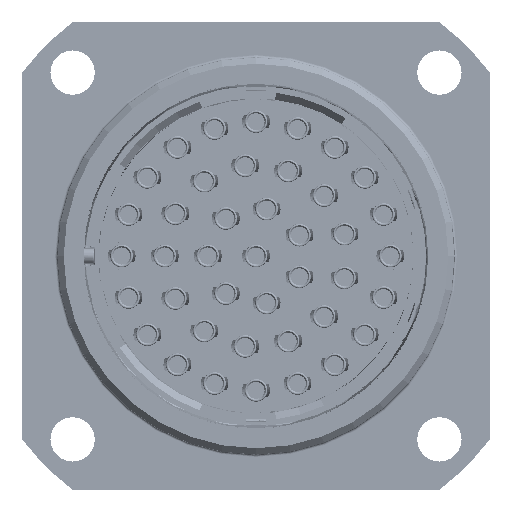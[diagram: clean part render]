
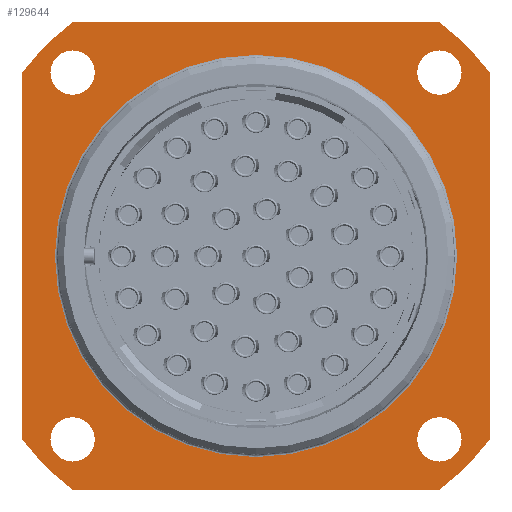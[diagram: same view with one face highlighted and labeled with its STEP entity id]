
A CAD part, left-side view. The second image highlights one B-rep face of the part: STEP entity #129644.
In plain terms, the highlighted planar face has unit normal (-1, 0, 0).
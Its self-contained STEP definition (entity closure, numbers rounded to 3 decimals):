
#36225=CARTESIAN_POINT('',(8.4,0.,0.));
#36226=DIRECTION('',(1.,0.,0.));
#36227=DIRECTION('',(0.,-1.,0.));
#36228=AXIS2_PLACEMENT_3D('',#36225,#36226,#36227);
#36240=CARTESIAN_POINT('',(8.4,0.,0.));
#36241=DIRECTION('',(1.,0.,0.));
#36242=DIRECTION('',(0.,1.,0.));
#36243=AXIS2_PLACEMENT_3D('',#36240,#36241,#36242);
#36245=DIRECTION('',(0.,0.,1.));
#36246=VECTOR('',#36245,28.983);
#36247=CARTESIAN_POINT('',(8.4,-18.5,-14.491));
#36248=LINE('5614',#36247,#36246);
#36249=CARTESIAN_POINT('',(8.4,0.,0.));
#36250=DIRECTION('',(-1.,0.,0.));
#36251=DIRECTION('',(0.,-0.617,-0.787));
#36252=AXIS2_PLACEMENT_3D('',#36249,#36250,#36251);
#36254=DIRECTION('',(0.,-1.,0.));
#36255=VECTOR('',#36254,28.983);
#36256=CARTESIAN_POINT('',(8.4,14.491,-18.5));
#36257=LINE('5616',#36256,#36255);
#36258=CARTESIAN_POINT('',(8.4,0.,0.));
#36259=DIRECTION('',(-1.,0.,0.));
#36260=DIRECTION('',(0.,0.787,-0.617));
#36261=AXIS2_PLACEMENT_3D('',#36258,#36259,#36260);
#36263=DIRECTION('',(0.,0.,-1.));
#36264=VECTOR('',#36263,28.983);
#36265=CARTESIAN_POINT('',(8.4,18.5,14.491));
#36266=LINE('5618',#36265,#36264);
#36267=CARTESIAN_POINT('',(8.4,0.,0.));
#36268=DIRECTION('',(-1.,0.,0.));
#36269=DIRECTION('',(0.,0.617,0.787));
#36270=AXIS2_PLACEMENT_3D('',#36267,#36268,#36269);
#36272=DIRECTION('',(0.,1.,0.));
#36273=VECTOR('',#36272,28.983);
#36274=CARTESIAN_POINT('',(8.4,-14.491,18.5));
#36275=LINE('5620',#36274,#36273);
#36276=CARTESIAN_POINT('',(8.4,0.,0.));
#36277=DIRECTION('',(-1.,0.,0.));
#36278=DIRECTION('',(0.,-0.787,0.617));
#36279=AXIS2_PLACEMENT_3D('',#36276,#36277,#36278);
#36281=CARTESIAN_POINT('',(8.4,14.5,14.5));
#36282=DIRECTION('',(-1.,0.,0.));
#36283=DIRECTION('',(0.,-1.,0.));
#36284=AXIS2_PLACEMENT_3D('',#36281,#36282,#36283);
#36286=CARTESIAN_POINT('',(8.4,14.5,14.5));
#36287=DIRECTION('',(-1.,0.,0.));
#36288=DIRECTION('',(0.,1.,0.));
#36289=AXIS2_PLACEMENT_3D('',#36286,#36287,#36288);
#36291=CARTESIAN_POINT('',(8.4,14.5,-14.5));
#36292=DIRECTION('',(-1.,0.,0.));
#36293=DIRECTION('',(0.,-1.,0.));
#36294=AXIS2_PLACEMENT_3D('',#36291,#36292,#36293);
#36296=CARTESIAN_POINT('',(8.4,14.5,-14.5));
#36297=DIRECTION('',(-1.,0.,0.));
#36298=DIRECTION('',(0.,1.,0.));
#36299=AXIS2_PLACEMENT_3D('',#36296,#36297,#36298);
#36301=CARTESIAN_POINT('',(8.4,-14.5,-14.5));
#36302=DIRECTION('',(-1.,0.,0.));
#36303=DIRECTION('',(0.,-1.,0.));
#36304=AXIS2_PLACEMENT_3D('',#36301,#36302,#36303);
#36306=CARTESIAN_POINT('',(8.4,-14.5,-14.5));
#36307=DIRECTION('',(-1.,0.,0.));
#36308=DIRECTION('',(0.,1.,0.));
#36309=AXIS2_PLACEMENT_3D('',#36306,#36307,#36308);
#36311=CARTESIAN_POINT('',(8.4,-14.5,14.5));
#36312=DIRECTION('',(-1.,0.,0.));
#36313=DIRECTION('',(0.,-1.,0.));
#36314=AXIS2_PLACEMENT_3D('',#36311,#36312,#36313);
#36316=CARTESIAN_POINT('',(8.4,-14.5,14.5));
#36317=DIRECTION('',(-1.,0.,0.));
#36318=DIRECTION('',(0.,1.,0.));
#36319=AXIS2_PLACEMENT_3D('',#36316,#36317,#36318);
#55193=CARTESIAN_POINT('',(8.4,-18.5,-14.491));
#55194=CARTESIAN_POINT('',(8.4,-18.5,14.491));
#55195=VERTEX_POINT('',#55193);
#55196=VERTEX_POINT('',#55194);
#55197=CARTESIAN_POINT('',(8.4,-14.491,-18.5));
#55198=VERTEX_POINT('',#55197);
#55199=CARTESIAN_POINT('',(8.4,14.491,-18.5));
#55200=VERTEX_POINT('',#55199);
#55201=CARTESIAN_POINT('',(8.4,18.5,-14.491));
#55202=VERTEX_POINT('',#55201);
#55203=CARTESIAN_POINT('',(8.4,18.5,14.491));
#55204=VERTEX_POINT('',#55203);
#55205=CARTESIAN_POINT('',(8.4,14.491,18.5));
#55206=VERTEX_POINT('',#55205);
#55207=CARTESIAN_POINT('',(8.4,-14.491,18.5));
#55208=VERTEX_POINT('',#55207);
#55213=CARTESIAN_POINT('',(8.4,16.25,14.5));
#55214=VERTEX_POINT('',#55213);
#55215=CARTESIAN_POINT('',(8.4,12.75,14.5));
#55216=VERTEX_POINT('',#55215);
#55221=CARTESIAN_POINT('',(8.4,16.25,-14.5));
#55222=VERTEX_POINT('',#55221);
#55223=CARTESIAN_POINT('',(8.4,12.75,-14.5));
#55224=VERTEX_POINT('',#55223);
#55229=CARTESIAN_POINT('',(8.4,-12.75,-14.5));
#55230=VERTEX_POINT('',#55229);
#55231=CARTESIAN_POINT('',(8.4,-16.25,-14.5));
#55232=VERTEX_POINT('',#55231);
#55237=CARTESIAN_POINT('',(8.4,-12.75,14.5));
#55238=VERTEX_POINT('',#55237);
#55239=CARTESIAN_POINT('',(8.4,-16.25,14.5));
#55240=VERTEX_POINT('',#55239);
#55299=CARTESIAN_POINT('',(8.4,-15.9,0.));
#55300=CARTESIAN_POINT('',(8.4,15.9,0.));
#55301=VERTEX_POINT('',#55299);
#55302=VERTEX_POINT('',#55300);
#129593=CARTESIAN_POINT('',(8.4,0.,0.));
#129594=DIRECTION('',(1.,0.,0.));
#129595=DIRECTION('',(0.,-1.,0.));
#129596=AXIS2_PLACEMENT_3D('',#129593,#129594,#129595);
#129597=PLANE('291',#129596);
#129599=ORIENTED_EDGE('5614',*,*,#129598,.F.);
#129601=ORIENTED_EDGE('5615',*,*,#129600,.F.);
#129603=ORIENTED_EDGE('5616',*,*,#129602,.F.);
#129605=ORIENTED_EDGE('5617',*,*,#129604,.F.);
#129607=ORIENTED_EDGE('5618',*,*,#129606,.F.);
#129609=ORIENTED_EDGE('5619',*,*,#129608,.F.);
#129611=ORIENTED_EDGE('5620',*,*,#129610,.F.);
#129613=ORIENTED_EDGE('5621',*,*,#129612,.F.);
#129614=EDGE_LOOP('291',(#129599,#129601,#129603,#129605,#129607,#129609,
#129611,#129613));
#129615=FACE_OUTER_BOUND('291',#129614,.F.);
#129617=ORIENTED_EDGE('5668',*,*,#129616,.T.);
#129619=ORIENTED_EDGE('5669',*,*,#129618,.T.);
#129620=EDGE_LOOP('291',(#129617,#129619));
#129621=FACE_BOUND('291',#129620,.F.);
#129623=ORIENTED_EDGE('5670',*,*,#129622,.T.);
#129625=ORIENTED_EDGE('5671',*,*,#129624,.T.);
#129626=EDGE_LOOP('291',(#129623,#129625));
#129627=FACE_BOUND('291',#129626,.F.);
#129629=ORIENTED_EDGE('5672',*,*,#129628,.T.);
#129631=ORIENTED_EDGE('5673',*,*,#129630,.T.);
#129632=EDGE_LOOP('291',(#129629,#129631));
#129633=FACE_BOUND('291',#129632,.F.);
#129635=ORIENTED_EDGE('5674',*,*,#129634,.T.);
#129637=ORIENTED_EDGE('5675',*,*,#129636,.T.);
#129638=EDGE_LOOP('291',(#129635,#129637));
#129639=FACE_BOUND('291',#129638,.F.);
#129640=ORIENTED_EDGE('5699',*,*,#129559,.F.);
#129641=ORIENTED_EDGE('5701',*,*,#129580,.F.);
#129642=EDGE_LOOP('291',(#129640,#129641));
#129643=FACE_BOUND('291',#129642,.F.);
#36229=CIRCLE('5699',#36228,15.9);
#36244=CIRCLE('5701',#36243,15.9);
#36253=CIRCLE('5615',#36252,23.5);
#36262=CIRCLE('5617',#36261,23.5);
#36271=CIRCLE('5619',#36270,23.5);
#36280=CIRCLE('5621',#36279,23.5);
#36285=CIRCLE('5668',#36284,1.75);
#36290=CIRCLE('5669',#36289,1.75);
#36295=CIRCLE('5670',#36294,1.75);
#36300=CIRCLE('5671',#36299,1.75);
#36305=CIRCLE('5672',#36304,1.75);
#36310=CIRCLE('5673',#36309,1.75);
#36315=CIRCLE('5674',#36314,1.75);
#36320=CIRCLE('5675',#36319,1.75);
#129559=EDGE_CURVE('5699',#55301,#55302,#36229,.T.);
#129580=EDGE_CURVE('5701',#55302,#55301,#36244,.T.);
#129598=EDGE_CURVE('5614',#55195,#55196,#36248,.T.);
#129600=EDGE_CURVE('5615',#55198,#55195,#36253,.T.);
#129602=EDGE_CURVE('5616',#55200,#55198,#36257,.T.);
#129604=EDGE_CURVE('5617',#55202,#55200,#36262,.T.);
#129606=EDGE_CURVE('5618',#55204,#55202,#36266,.T.);
#129608=EDGE_CURVE('5619',#55206,#55204,#36271,.T.);
#129610=EDGE_CURVE('5620',#55208,#55206,#36275,.T.);
#129612=EDGE_CURVE('5621',#55196,#55208,#36280,.T.);
#129616=EDGE_CURVE('5668',#55216,#55214,#36285,.T.);
#129618=EDGE_CURVE('5669',#55214,#55216,#36290,.T.);
#129622=EDGE_CURVE('5670',#55224,#55222,#36295,.T.);
#129624=EDGE_CURVE('5671',#55222,#55224,#36300,.T.);
#129628=EDGE_CURVE('5672',#55232,#55230,#36305,.T.);
#129630=EDGE_CURVE('5673',#55230,#55232,#36310,.T.);
#129634=EDGE_CURVE('5674',#55240,#55238,#36315,.T.);
#129636=EDGE_CURVE('5675',#55238,#55240,#36320,.T.);
#129644=ADVANCED_FACE('291',(#129615,#129621,#129627,#129633,#129639,#129643),
#129597,.F.);
